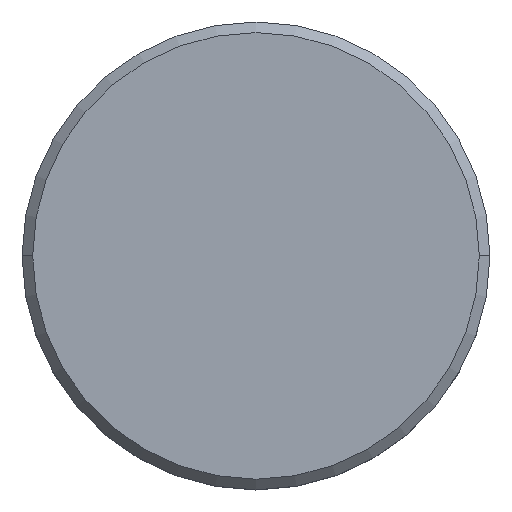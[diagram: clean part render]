
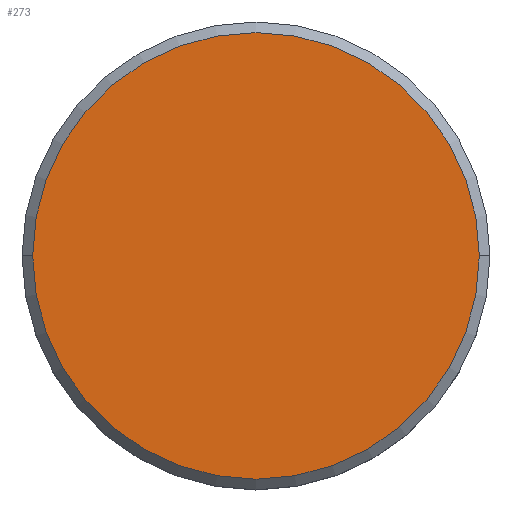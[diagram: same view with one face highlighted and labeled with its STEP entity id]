
A CAD part, top view. The second image highlights one B-rep face of the part: STEP entity #273.
In plain terms, the highlighted planar face has unit normal (0, 0, 1).
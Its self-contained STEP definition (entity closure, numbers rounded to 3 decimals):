
#59 = VERTEX_POINT ( 'NONE', #984 ) ;
#254 = DIRECTION ( 'NONE',  ( 0., 0., 1. ) ) ;
#273 = ADVANCED_FACE ( 'NONE', ( #992 ), #361, .T. ) ;
#276 = CARTESIAN_POINT ( 'NONE',  ( 0., 0., 0. ) ) ;
#339 = CIRCLE ( 'NONE', #1119, 10.5 ) ;
#344 = EDGE_CURVE ( 'NONE', #704, #59, #1163, .T. ) ;
#361 = PLANE ( 'NONE',  #983 ) ;
#387 = CARTESIAN_POINT ( 'NONE',  ( 0., 0., 0. ) ) ;
#440 = EDGE_LOOP ( 'NONE', ( #1004, #495 ) ) ;
#495 = ORIENTED_EDGE ( 'NONE', *, *, #1009, .T. ) ;
#522 = CARTESIAN_POINT ( 'NONE',  ( 0., 0., 0. ) ) ;
#529 = AXIS2_PLACEMENT_3D ( 'NONE', #522, #882, #799 ) ;
#540 = CARTESIAN_POINT ( 'NONE',  ( -10.5, 0., 0. ) ) ;
#704 = VERTEX_POINT ( 'NONE', #540 ) ;
#718 = DIRECTION ( 'NONE',  ( 1., 0., 0. ) ) ;
#799 = DIRECTION ( 'NONE',  ( 1., 0., 0. ) ) ;
#882 = DIRECTION ( 'NONE',  ( 0., 0., 1. ) ) ;
#899 = DIRECTION ( 'NONE',  ( 1., 0., 0. ) ) ;
#983 = AXIS2_PLACEMENT_3D ( 'NONE', #276, #254, #718 ) ;
#984 = CARTESIAN_POINT ( 'NONE',  ( 10.5, 0., 0. ) ) ;
#992 = FACE_OUTER_BOUND ( 'NONE', #440, .T. ) ;
#1004 = ORIENTED_EDGE ( 'NONE', *, *, #344, .T. ) ;
#1009 = EDGE_CURVE ( 'NONE', #59, #704, #339, .T. ) ;
#1086 = DIRECTION ( 'NONE',  ( 0., 0., 1. ) ) ;
#1119 = AXIS2_PLACEMENT_3D ( 'NONE', #387, #1086, #899 ) ;
#1163 = CIRCLE ( 'NONE', #529, 10.5 ) ;
